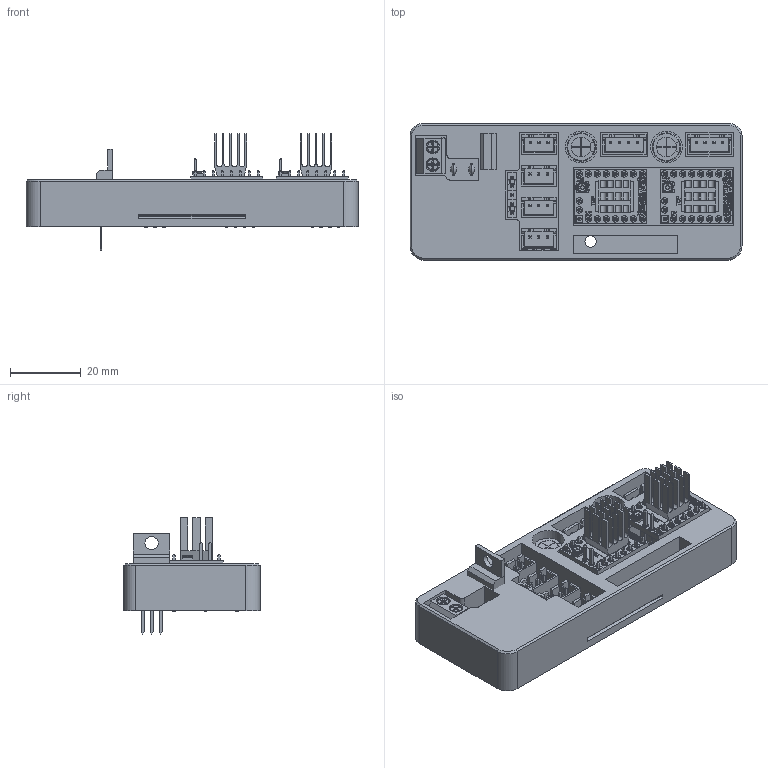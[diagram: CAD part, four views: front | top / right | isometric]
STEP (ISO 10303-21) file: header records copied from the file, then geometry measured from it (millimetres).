
FILE_DESCRIPTION(/* description */ (''),/* implementation_level */ '2;1');
FILE_NAME(/* name */ 'ercf-easy-brd transport bumper.step',/* time_stamp */ '2021-06-26T11:57:03+02:00',/* author */ (''),/* organization */ (''),/* preprocessor_version */ 'ST-DEVELOPER v18.1',/* originating_system */ 'Autodesk Translation Framework v10.9.0.1377',/* authorisation */ '');
FILE_SCHEMA (('AUTOMOTIVE_DESIGN { 1 0 10303 214 3 1 1 }'));
Products named in the file (29): ercf-easy-brd bumper; ercf-easy-brd; Seeeduino_Xiao; SOLID (9); PinHeader_1x05_P2.54mm_Vertical; SOLID (3); Jumper; COMPOUND (1); Screw_Terminal_Block_5mm_2-way; COMPOUND; PinSocket_1x08_P2.54mm_Vertical; SOLID (4); BTT_TMC2209-V1.2; COMPOUND (3); PinSocket_1x02_P2.54mm_Vertical; SOLID (5); TO-220-3_Vertical; SOLID (2); R_Axial_DIN0207_L6.3mm_D2.5mm_P7.62mm_Horizontal; SOLID; JST_XH_B4B-XH-A_1x04_P2.50mm_Vertical; SOLID (7); JST_XH_B3B-XH-A_1x03_P2.50mm_Vertical; SOLID (6); CP_Radial_D8.0mm_P3.50mm; SOLID (8); C_Disc_D3.0mm_W1.6mm_P2.50mm; SOLID (1); COMPOUND (2)
Assembly tree (43 placements, depth 4):
  ercf-easy-brd bumper
    ercf-easy-brd
      Seeeduino_Xiao
        SOLID (9)
      PinHeader_1x05_P2.54mm_Vertical
        SOLID (3)
      Jumper  x2
        COMPOUND (1)
      Screw_Terminal_Block_5mm_2-way
        COMPOUND
      PinSocket_1x08_P2.54mm_Vertical  x4
        SOLID (4)
      BTT_TMC2209-V1.2  x2
        COMPOUND (3)
      PinSocket_1x02_P2.54mm_Vertical  x2
        SOLID (5)
      JST_XH_B3B-XH-A_1x03_P2.50mm_Vertical  x4
        SOLID (6)
      C_Disc_D3.0mm_W1.6mm_P2.50mm  x2
        SOLID (1)
      TO-220-3_Vertical
        SOLID (2)
      R_Axial_DIN0207_L6.3mm_D2.5mm_P7.62mm_Horizontal  x4
        SOLID
      JST_XH_B4B-XH-A_1x04_P2.50mm_Vertical  x2
        SOLID (7)
      CP_Radial_D8.0mm_P3.50mm  x2
        SOLID (8)
      COMPOUND (2)
Bounding box: 93.81 x 38.56 x 32.9 mm (x, y, z)
Volume: 29372.2 mm3; surface area: 37420.1 mm2
Topology: 116 solids, 118 shells, 4884 faces, 12761 edges, 8368 vertices
Faces by surface type: plane 4232, cylinder 521, bspline 66, torus 32, cone 21, sphere 12
Full cylindrical faces by diameter (mm): 0.5 x8, 0.6 x22, 0.8 x17, 0.95 x20, 1 x56, 1.016 x38, 1.1 x3, 1.52 x2, 1.8 x34, 2.25 x4, 2.5 x8, 2.75 x2, 3.2 x3, 3.5 x2, 3.735 x1, 3.8 x2, 5.6 x2, 9 x2
Entity records: 81359 total; most frequent: CARTESIAN_POINT 18226, ORIENTED_EDGE 12720, DIRECTION 11879, EDGE_CURVE 6360, LINE 5277, VECTOR 5277, VERTEX_POINT 4174, AXIS2_PLACEMENT_3D 3301
